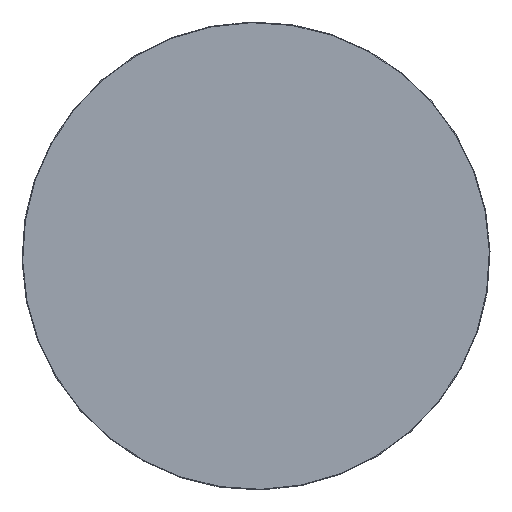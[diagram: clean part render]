
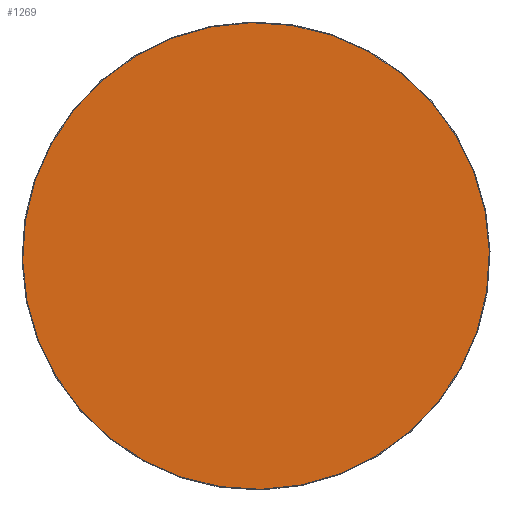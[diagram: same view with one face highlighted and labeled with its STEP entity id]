
A CAD part, front view. The second image highlights one B-rep face of the part: STEP entity #1269.
In plain terms, the highlighted planar face has unit normal (0, -1, 0).
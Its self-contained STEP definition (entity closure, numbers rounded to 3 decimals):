
#253=FACE_OUTER_BOUND('',#342,.T.);
#342=EDGE_LOOP('',(#1039,#1040));
#439=CIRCLE('',#1444,174.5);
#440=CIRCLE('',#1445,174.5);
#559=VERTEX_POINT('',#2264);
#560=VERTEX_POINT('',#2265);
#724=EDGE_CURVE('',#559,#560,#439,.T.);
#725=EDGE_CURVE('',#560,#559,#440,.T.);
#1039=ORIENTED_EDGE('',*,*,#724,.T.);
#1040=ORIENTED_EDGE('',*,*,#725,.T.);
#1125=PLANE('',#1447);
#1269=ADVANCED_FACE('',(#253),#1125,.T.);
#1444=AXIS2_PLACEMENT_3D('',#2266,#1798,#1799);
#1445=AXIS2_PLACEMENT_3D('',#2267,#1800,#1801);
#1447=AXIS2_PLACEMENT_3D('',#2269,#1804,#1805);
#1798=DIRECTION('center_axis',(0.,-1.,0.));
#1799=DIRECTION('ref_axis',(-1.,0.,-0.02));
#1800=DIRECTION('center_axis',(0.,-1.,0.));
#1801=DIRECTION('ref_axis',(-1.,0.,-0.02));
#1804=DIRECTION('center_axis',(0.,-1.,0.));
#1805=DIRECTION('ref_axis',(-0.02,0.,1.));
#2264=CARTESIAN_POINT('',(-174.464,0.,-3.558));
#2265=CARTESIAN_POINT('',(3.558,0.,-174.464));
#2266=CARTESIAN_POINT('Origin',(0.,0.,
0.));
#2267=CARTESIAN_POINT('Origin',(0.,0.,
0.));
#2269=CARTESIAN_POINT('Origin',(0.,0.,
0.));
